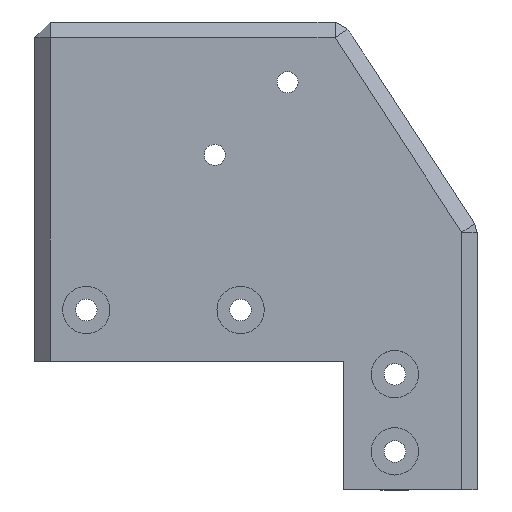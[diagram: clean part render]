
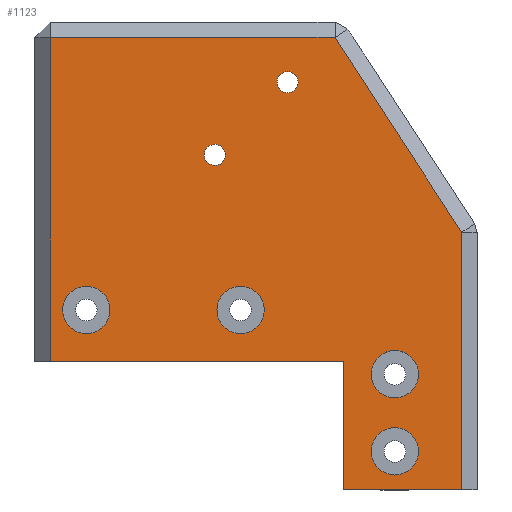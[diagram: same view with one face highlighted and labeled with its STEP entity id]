
A CAD part, top view. The second image highlights one B-rep face of the part: STEP entity #1123.
In plain terms, the highlighted planar face has unit normal (0, 0, 1).
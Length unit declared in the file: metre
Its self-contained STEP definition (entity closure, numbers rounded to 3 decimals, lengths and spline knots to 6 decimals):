
#60=LINE('',#1705,#184);
#76=LINE('',#1736,#200);
#82=LINE('',#1747,#206);
#83=LINE('',#1757,#207);
#84=LINE('',#1759,#208);
#85=LINE('',#1761,#209);
#86=LINE('',#1763,#210);
#184=VECTOR('',#1367,1.);
#200=VECTOR('',#1393,1.);
#206=VECTOR('',#1401,1.);
#207=VECTOR('',#1412,1.);
#208=VECTOR('',#1413,1.);
#209=VECTOR('',#1414,1.);
#210=VECTOR('',#1415,1.);
#276=PLANE('',#1217);
#413=ORIENTED_EDGE('',*,*,#696,.T.);
#414=ORIENTED_EDGE('',*,*,#697,.T.);
#415=ORIENTED_EDGE('',*,*,#698,.T.);
#416=ORIENTED_EDGE('',*,*,#699,.T.);
#417=ORIENTED_EDGE('',*,*,#673,.T.);
#418=ORIENTED_EDGE('',*,*,#695,.T.);
#419=ORIENTED_EDGE('',*,*,#689,.T.);
#420=ORIENTED_EDGE('',*,*,#700,.F.);
#421=ORIENTED_EDGE('',*,*,#701,.F.);
#422=ORIENTED_EDGE('',*,*,#702,.F.);
#423=ORIENTED_EDGE('',*,*,#703,.F.);
#424=ORIENTED_EDGE('',*,*,#619,.T.);
#425=ORIENTED_EDGE('',*,*,#621,.T.);
#619=EDGE_CURVE('',#767,#767,#870,.T.);
#621=EDGE_CURVE('',#769,#769,#872,.T.);
#673=EDGE_CURVE('',#821,#820,#60,.T.);
#689=EDGE_CURVE('',#831,#832,#76,.T.);
#695=EDGE_CURVE('',#820,#831,#82,.T.);
#696=EDGE_CURVE('',#835,#835,#884,.T.);
#697=EDGE_CURVE('',#836,#836,#885,.T.);
#698=EDGE_CURVE('',#837,#837,#886,.T.);
#699=EDGE_CURVE('',#838,#838,#887,.T.);
#700=EDGE_CURVE('',#839,#832,#83,.T.);
#701=EDGE_CURVE('',#840,#839,#84,.T.);
#702=EDGE_CURVE('',#841,#840,#85,.T.);
#703=EDGE_CURVE('',#821,#841,#86,.T.);
#767=VERTEX_POINT('',#1590);
#769=VERTEX_POINT('',#1595);
#820=VERTEX_POINT('',#1704);
#821=VERTEX_POINT('',#1706);
#831=VERTEX_POINT('',#1737);
#832=VERTEX_POINT('',#1738);
#835=VERTEX_POINT('',#1750);
#836=VERTEX_POINT('',#1752);
#837=VERTEX_POINT('',#1754);
#838=VERTEX_POINT('',#1756);
#839=VERTEX_POINT('',#1758);
#840=VERTEX_POINT('',#1760);
#841=VERTEX_POINT('',#1762);
#870=CIRCLE('',#1189,0.00205);
#872=CIRCLE('',#1192,0.00205);
#884=CIRCLE('',#1218,0.0046);
#885=CIRCLE('',#1219,0.0046);
#886=CIRCLE('',#1220,0.0046);
#887=CIRCLE('',#1221,0.0046);
#919=EDGE_LOOP('',(#413));
#920=EDGE_LOOP('',(#414));
#921=EDGE_LOOP('',(#415));
#922=EDGE_LOOP('',(#416));
#923=EDGE_LOOP('',(#417,#418,#419,#420,#421,#422,#423));
#924=EDGE_LOOP('',(#424));
#925=EDGE_LOOP('',(#425));
#1020=FACE_BOUND('',#919,.T.);
#1021=FACE_BOUND('',#920,.T.);
#1022=FACE_BOUND('',#921,.T.);
#1023=FACE_BOUND('',#922,.T.);
#1024=FACE_BOUND('',#923,.T.);
#1025=FACE_BOUND('',#924,.T.);
#1026=FACE_BOUND('',#925,.T.);
#1123=ADVANCED_FACE('',(#1020,#1021,#1022,#1023,#1024,#1025,#1026),#276,
 .T.);
#1189=AXIS2_PLACEMENT_3D('',#1589,#1283,#1284);
#1192=AXIS2_PLACEMENT_3D('',#1594,#1289,#1290);
#1217=AXIS2_PLACEMENT_3D('',#1748,#1402,#1403);
#1218=AXIS2_PLACEMENT_3D('',#1749,#1404,#1405);
#1219=AXIS2_PLACEMENT_3D('',#1751,#1406,#1407);
#1220=AXIS2_PLACEMENT_3D('',#1753,#1408,#1409);
#1221=AXIS2_PLACEMENT_3D('',#1755,#1410,#1411);
#1283=DIRECTION('',(0.,0.,-1.));
#1284=DIRECTION('',(-1.,0.,0.));
#1289=DIRECTION('',(0.,0.,-1.));
#1290=DIRECTION('',(-1.,0.,0.));
#1367=DIRECTION('',(1.,0.,0.));
#1393=DIRECTION('',(1.,0.,0.));
#1401=DIRECTION('',(0.,-1.,0.));
#1402=DIRECTION('',(0.,0.,1.));
#1403=DIRECTION('',(-1.,0.,0.));
#1404=DIRECTION('',(0.,0.,-1.));
#1405=DIRECTION('',(-1.,0.,0.));
#1406=DIRECTION('',(0.,0.,-1.));
#1407=DIRECTION('',(-1.,0.,0.));
#1408=DIRECTION('',(0.,0.,-1.));
#1409=DIRECTION('',(-1.,0.,0.));
#1410=DIRECTION('',(0.,0.,-1.));
#1411=DIRECTION('',(-1.,0.,0.));
#1412=DIRECTION('',(0.,-1.,0.));
#1413=DIRECTION('',(0.545,-0.838,0.));
#1414=DIRECTION('',(1.,0.,0.));
#1415=DIRECTION('',(0.,1.,0.));
#1589=CARTESIAN_POINT('',(0.109142,0.054284,0.008));
#1590=CARTESIAN_POINT('',(0.107092,0.054284,0.008));
#1594=CARTESIAN_POINT('',(0.095,0.040142,0.008));
#1595=CARTESIAN_POINT('',(0.09295,0.040142,0.008));
#1704=CARTESIAN_POINT('',(0.12,0.,0.008));
#1705=CARTESIAN_POINT('',(0.09,0.,0.008));
#1706=CARTESIAN_POINT('',(0.063,0.,0.008));
#1736=CARTESIAN_POINT('',(0.133,-0.025,0.008));
#1737=CARTESIAN_POINT('',(0.12,-0.025,0.008));
#1738=CARTESIAN_POINT('',(0.143,-0.025,0.008));
#1747=CARTESIAN_POINT('',(0.12,-0.0125,0.008));
#1748=CARTESIAN_POINT('',(0.103,0.0205,0.008));
#1749=CARTESIAN_POINT('',(0.13,-0.0175,0.008));
#1750=CARTESIAN_POINT('',(0.1254,-0.0175,0.008));
#1751=CARTESIAN_POINT('',(0.13,-0.0025,0.008));
#1752=CARTESIAN_POINT('',(0.1254,-0.0025,0.008));
#1753=CARTESIAN_POINT('',(0.1,0.01,0.008));
#1754=CARTESIAN_POINT('',(0.0954,0.01,0.008));
#1755=CARTESIAN_POINT('',(0.07,0.01,0.008));
#1756=CARTESIAN_POINT('',(0.0654,0.01,0.008));
#1757=CARTESIAN_POINT('',(0.143,0.0205,0.008));
#1758=CARTESIAN_POINT('',(0.143,0.025111,0.008));
#1759=CARTESIAN_POINT('',(0.133226,0.040147,0.008));
#1760=CARTESIAN_POINT('',(0.118372,0.063,0.008));
#1761=CARTESIAN_POINT('',(0.12,0.063,0.008));
#1762=CARTESIAN_POINT('',(0.063,0.063,0.008));
#1763=CARTESIAN_POINT('',(0.063,0.0205,0.008));
